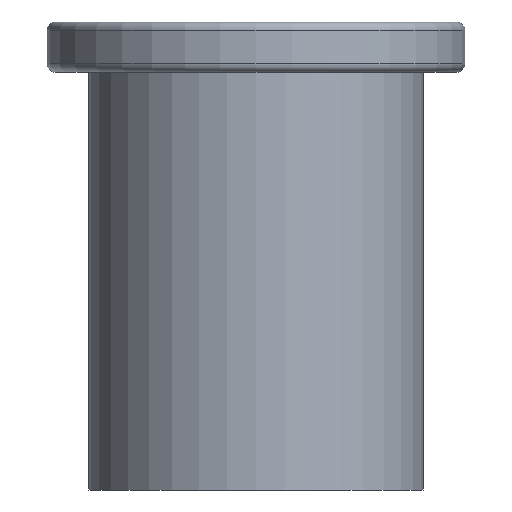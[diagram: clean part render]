
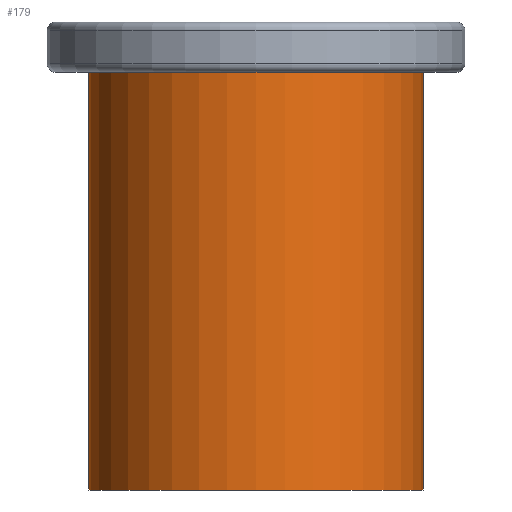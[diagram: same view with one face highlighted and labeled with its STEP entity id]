
A CAD part, front view. The second image highlights one B-rep face of the part: STEP entity #179.
In plain terms, the highlighted cylindrical face has radius 10 mm (diameter 20 mm), a full revolution.
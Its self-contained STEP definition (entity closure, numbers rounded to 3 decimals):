
#28=CYLINDRICAL_SURFACE('',#227,10.);
#40=FACE_OUTER_BOUND('',#55,.T.);
#55=EDGE_LOOP('',(#160,#161,#162,#163));
#63=LINE('',#343,#69);
#69=VECTOR('',#291,10.);
#83=CIRCLE('',#224,10.);
#85=CIRCLE('',#228,10.);
#98=VERTEX_POINT('',#337);
#99=VERTEX_POINT('',#342);
#118=EDGE_CURVE('',#98,#98,#83,.T.);
#120=EDGE_CURVE('',#98,#99,#63,.T.);
#121=EDGE_CURVE('',#99,#99,#85,.T.);
#160=ORIENTED_EDGE('',*,*,#118,.F.);
#161=ORIENTED_EDGE('',*,*,#120,.T.);
#162=ORIENTED_EDGE('',*,*,#121,.F.);
#163=ORIENTED_EDGE('',*,*,#120,.F.);
#179=ADVANCED_FACE('',(#40),#28,.T.);
#224=AXIS2_PLACEMENT_3D('',#338,#283,#284);
#227=AXIS2_PLACEMENT_3D('',#341,#289,#290);
#228=AXIS2_PLACEMENT_3D('',#344,#292,#293);
#283=DIRECTION('center_axis',(0.,0.,1.));
#284=DIRECTION('ref_axis',(-1.,0.,0.));
#289=DIRECTION('center_axis',(0.,0.,1.));
#290=DIRECTION('ref_axis',(-1.,0.,0.));
#291=DIRECTION('',(0.,0.,-1.));
#292=DIRECTION('center_axis',(0.,0.,-1.));
#293=DIRECTION('ref_axis',(-1.,0.,0.));
#337=CARTESIAN_POINT('',(10.,0.,25.));
#338=CARTESIAN_POINT('Origin',(0.,0.,25.));
#341=CARTESIAN_POINT('Origin',(0.,0.,0.));
#342=CARTESIAN_POINT('',(10.,0.,0.));
#343=CARTESIAN_POINT('',(10.,0.,0.));
#344=CARTESIAN_POINT('Origin',(0.,0.,0.));
